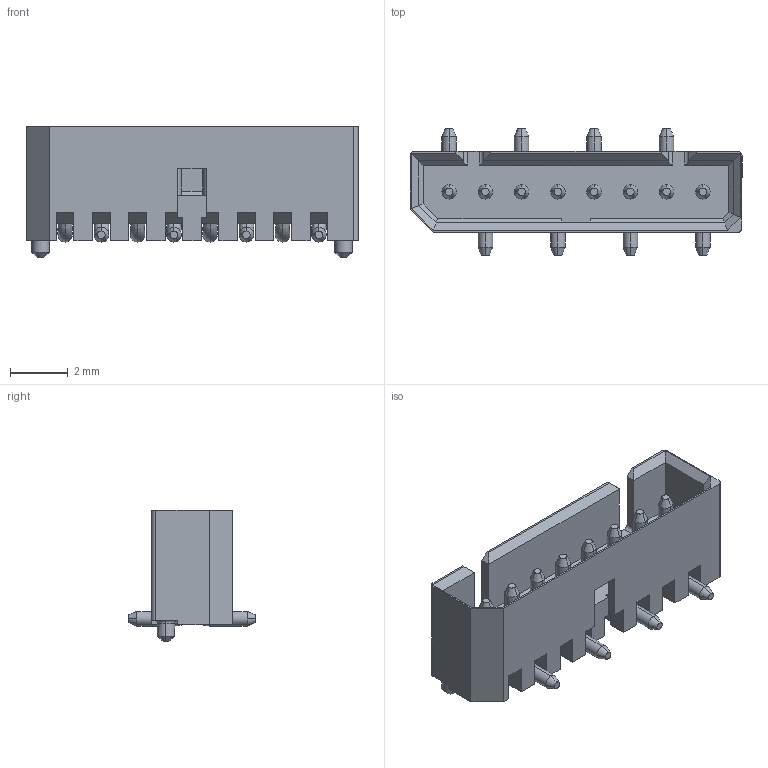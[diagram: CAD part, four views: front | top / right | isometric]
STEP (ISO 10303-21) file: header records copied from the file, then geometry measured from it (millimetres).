
FILE_DESCRIPTION( ('This file contains a STEP AP42 implementation' ,'as created by ZW3D STEP Interface translator.') ,'2;1' );
FILE_NAME( '3652-P008-039SMR02.stp' ,'241017.142626', (''), ('ZWCAD Software Co.'), 'Version 1.0', 'ZW3D to STEP translator', '' );
FILE_SCHEMA(('AUTOMOTIVE_DESIGN { 1 0 10303 214 1 1 1 1 }'));
Length unit declared in the file: millimetre
Products named in the file (4): 0; 3652-P008-039SMR02; 3652-P010-H; 3652-P010-T
Assembly tree (2 placements, depth 2):
  0
  3652-P008-039SMR02
    3652-P010-H
    3652-P010-T
Bounding box: 11.45 x 4.4 x 4.55 mm (x, y, z)
Volume: 62.5 mm3; surface area: 321.5 mm2
Topology: 9 solids, 9 shells, 333 faces, 803 edges, 486 vertices
Faces by surface type: plane 186, cone 68, cylinder 59, bspline 20
Entity records: 10405 total; most frequent: CARTESIAN_POINT 2329, ORIENTED_EDGE 1606, DIRECTION 1573, EDGE_CURVE 803, VECTOR 565, LINE 565, AXIS2_PLACEMENT_3D 504, VERTEX_POINT 486
